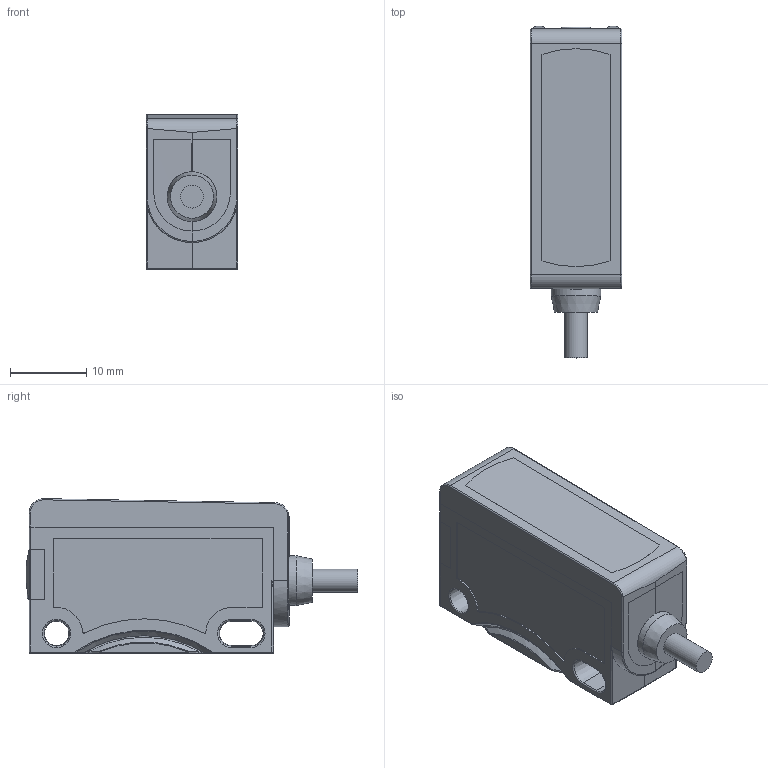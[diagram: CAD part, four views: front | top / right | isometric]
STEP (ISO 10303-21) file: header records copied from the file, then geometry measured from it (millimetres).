
FILE_DESCRIPTION(/* description */ (''),/* implementation_level */ '2;1');
FILE_NAME(/* name */ '42JT-F5LET1-A2.stp',/* time_stamp */ '2019-12-03T16:19:58-08:00',/* author */ ('Phillips Lenovo'),/* organization */ ('Autodesk Inc.'),/* preprocessor_version */ 'ST-DEVELOPER v18',/* originating_system */ 'Autodesk Inventor 2020',/* authorisation */ '');
FILE_SCHEMA (('AUTOMOTIVE_DESIGN { 1 0 10303 214 3 1 1 }'));
Length unit declared in the file: millimetre
Products named in the file (7): 42JT-F5LET1-A2; MSBR-6; MSBR-5; MSBR-4; MSBR-3; MSBR-2; MSBR-1
Assembly tree (6 placements, depth 2):
  42JT-F5LET1-A2
    MSBR-6
    MSBR-5
    MSBR-4
    MSBR-3
    MSBR-2
    MSBR-1
Bounding box: 12 x 43.4 x 20.22 mm (x, y, z)
Volume: 3488.4 mm3; surface area: 6528.1 mm2
Topology: 6 solids, 6 shells, 464 faces, 1275 edges, 810 vertices
Faces by surface type: plane 290, cylinder 104, cone 22, torus 18, bspline 18, sphere 12
Full cylindrical faces by diameter (mm): 1 x4, 3 x1, 3.2 x1, 4.009 x1, 4.1 x1, 6.5 x2
Entity records: 16459 total; most frequent: CARTESIAN_POINT 4398, ORIENTED_EDGE 2526, DIRECTION 2433, EDGE_CURVE 1263, LINE 851, VECTOR 851, VERTEX_POINT 810, AXIS2_PLACEMENT_3D 791
